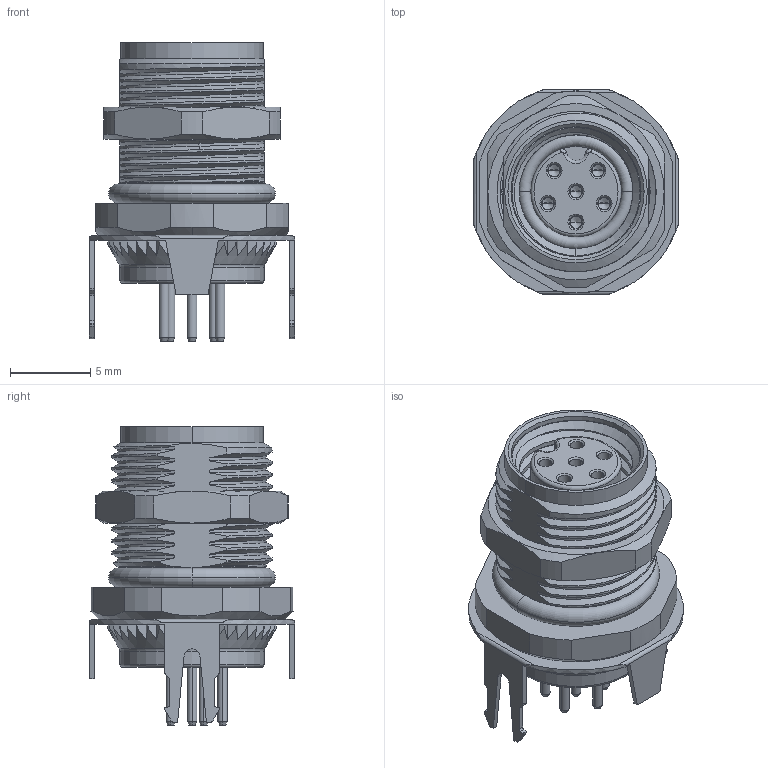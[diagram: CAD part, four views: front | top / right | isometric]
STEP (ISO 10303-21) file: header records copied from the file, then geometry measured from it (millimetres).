
FILE_DESCRIPTION((''),'2;1');
FILE_NAME('6P-K166666_6','2025-09-08T',('gongcheng16'),(''),'PRO/ENGINEER BY PARAMETRIC TECHNOLOGY CORPORATION, 2010280','PRO/ENGINEER BY PARAMETRIC TECHNOLOGY CORPORATION, 2010280','');
FILE_SCHEMA(('CONFIG_CONTROL_DESIGN'));
Products named in the file (1): 6P-K166666_6
Bounding box: 12.8 x 12.8 x 18.6 mm (x, y, z)
Volume: 236.8 mm3; surface area: 17094.9 mm2
Topology: 1 solids, 200 shells, 3359 faces, 11756 edges, 8453 vertices
Faces by surface type: plane 1047, cylinder 933, bspline 861, cone 410, torus 108
Entity records: 363996 total; most frequent: CARTESIAN_POINT 272329, ORIENTED_EDGE 19792, DIRECTION 15812, EDGE_CURVE 11744, VERTEX_POINT 8453, AXIS2_PLACEMENT_3D 5612, VECTOR 4588, LINE 4588
